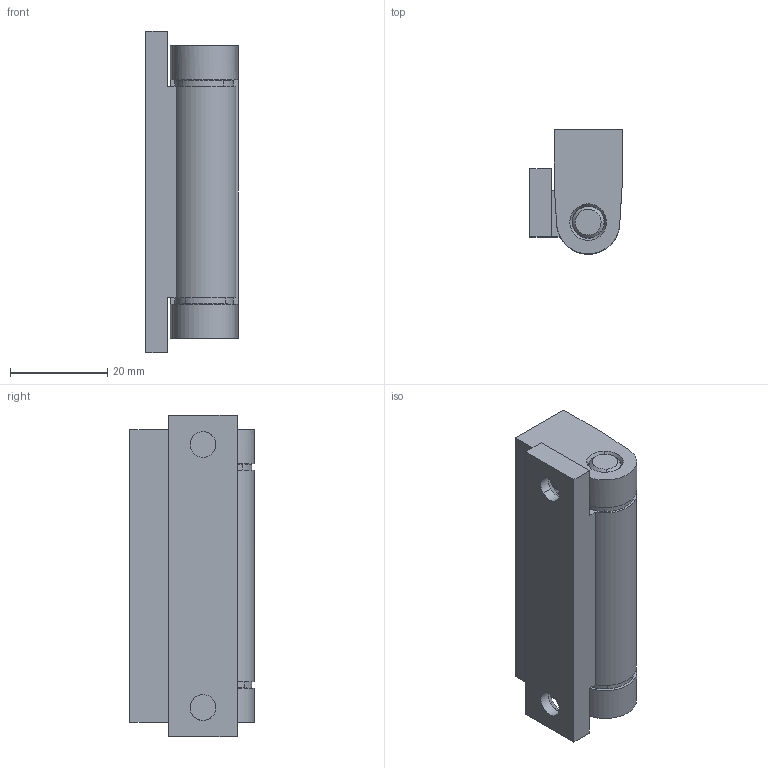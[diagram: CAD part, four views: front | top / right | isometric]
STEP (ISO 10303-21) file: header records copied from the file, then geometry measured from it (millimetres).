
FILE_DESCRIPTION((''),'2;1');
FILE_NAME('','2006-10-31T12:41:56',(''),(''),'','CADfix','');
FILE_SCHEMA(('AUTOMOTIVE_DESIGN'));
Length unit declared in the file: millimetre
Products named in the file (5): bushing; shaft; hinge pieces_B; hinge pieces_A; TEH_1054_U17_20163_36
Assembly tree (5 placements, depth 2):
  TEH_1054_U17_20163_36
    bushing  x2
    shaft
    hinge pieces_B
    hinge pieces_A
Bounding box: 19 x 25.5 x 66 mm (x, y, z)
Volume: 18768.9 mm3; surface area: 12732.5 mm2
Topology: 5 solids, 5 shells, 91 faces, 393 edges, 317 vertices
Faces by surface type: bspline 91
Entity records: 5105 total; most frequent: CARTESIAN_POINT 3004, ORIENTED_EDGE 684, EDGE_CURVE 342, VERTEX_POINT 274, B_SPLINE_CURVE_WITH_KNOTS 236, QUASI_UNIFORM_CURVE 106, EDGE_LOOP 100, FACE_OUTER_BOUND 80
